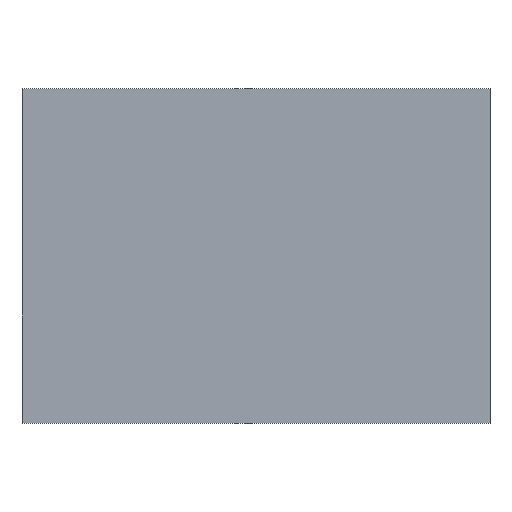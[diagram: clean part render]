
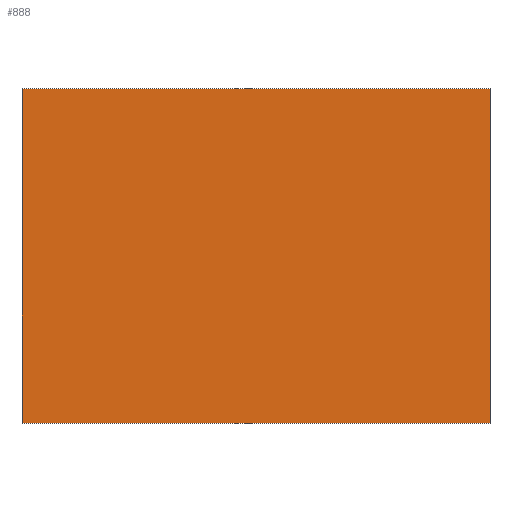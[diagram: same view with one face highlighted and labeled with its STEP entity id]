
A CAD part, top view. The second image highlights one B-rep face of the part: STEP entity #888.
In plain terms, the highlighted planar face has unit normal (0, 0, 1).
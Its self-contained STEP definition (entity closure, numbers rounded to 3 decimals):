
#66=FACE_OUTER_BOUND($,#120,.T.);
#120=EDGE_LOOP($,(#677,#678,#679,#680));
#171=LINE($,#1360,#269);
#175=LINE($,#1368,#273);
#178=LINE($,#1374,#276);
#181=LINE($,#1379,#279);
#269=VECTOR($,#1110,2.286);
#273=VECTOR($,#1116,3.2);
#276=VECTOR($,#1121,2.286);
#279=VECTOR($,#1126,3.2);
#395=VERTEX_POINT($,#1358);
#396=VERTEX_POINT($,#1359);
#399=VERTEX_POINT($,#1367);
#401=VERTEX_POINT($,#1373);
#491=EDGE_CURVE($,#395,#396,#171,.T.);
#495=EDGE_CURVE($,#399,#395,#175,.T.);
#498=EDGE_CURVE($,#401,#399,#178,.T.);
#501=EDGE_CURVE($,#396,#401,#181,.T.);
#677=ORIENTED_EDGE($,*,*,#501,.F.);
#678=ORIENTED_EDGE($,*,*,#491,.F.);
#679=ORIENTED_EDGE($,*,*,#495,.F.);
#680=ORIENTED_EDGE($,*,*,#498,.F.);
#840=PLANE($,#971);
#888=ADVANCED_FACE($,(#66),#840,.T.);
#971=AXIS2_PLACEMENT_3D($,#1382,#1130,#1131);
#1110=DIRECTION($,(0.,-1.,0.));
#1116=DIRECTION($,(1.,0.,0.));
#1121=DIRECTION($,(0.,1.,0.));
#1126=DIRECTION($,(-1.,0.,0.));
#1130=DIRECTION('center_axis',(0.,0.,1.));
#1131=DIRECTION('ref_axis',(1.,0.,0.));
#1358=CARTESIAN_POINT('',(1.6,1.143,1.5));
#1359=CARTESIAN_POINT('',(1.6,-1.143,1.5));
#1360=CARTESIAN_POINT($,(1.6,1.143,1.5));
#1367=CARTESIAN_POINT('',(-1.6,1.143,1.5));
#1368=CARTESIAN_POINT($,(-1.6,1.143,1.5));
#1373=CARTESIAN_POINT('',(-1.6,-1.143,1.5));
#1374=CARTESIAN_POINT($,(-1.6,-1.143,1.5));
#1379=CARTESIAN_POINT($,(1.6,-1.143,1.5));
#1382=CARTESIAN_POINT('Origin',(0.,0.,1.5));
